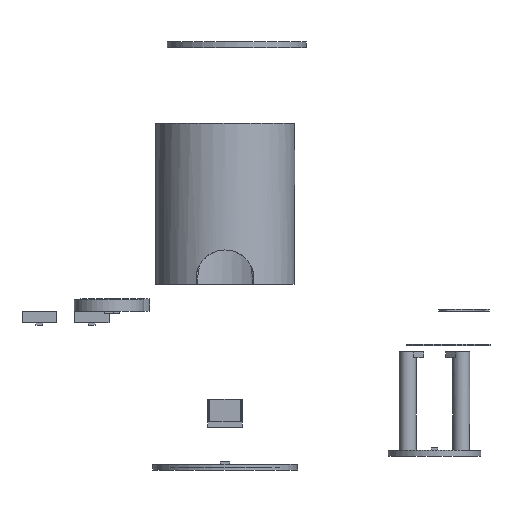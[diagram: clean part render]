
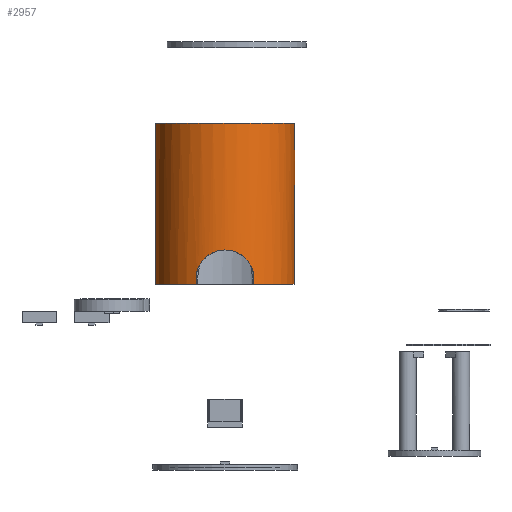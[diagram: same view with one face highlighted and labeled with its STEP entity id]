
A CAD part, front view. The second image highlights one B-rep face of the part: STEP entity #2957.
In plain terms, the highlighted cylindrical face has radius 60 mm (diameter 120 mm), a full revolution.
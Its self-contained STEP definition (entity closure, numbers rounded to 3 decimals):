
#15=B_SPLINE_CURVE_WITH_KNOTS('',3,(#4582,#4583,#4584,#4585,#4586,#4587,
#4588,#4589,#4590,#4591,#4592,#4593,#4594,#4595,#4596,#4597,#4598,#4599,
#4600,#4601,#4602,#4603,#4604,#4605,#4606,#4607,#4608,#4609,#4610,#4611,
#4612,#4613,#4614,#4615,#4616,#4617,#4618,#4619,#4620),.UNSPECIFIED.,.F.,
 .F.,(4,3,2,2,2,2,2,2,2,2,2,2,2,2,2,2,2,2,4),(-0.463,0.,0.478,
0.955,1.433,1.91,2.387,2.864,
3.341,3.818,4.295,4.772,5.249,
5.726,6.203,6.681,7.158,7.636,
8.099),.UNSPECIFIED.);
#30=CIRCLE('',#3165,60.);
#31=CIRCLE('',#3171,60.);
#32=CIRCLE('',#3172,60.);
#106=CYLINDRICAL_SURFACE('',#3170,60.);
#291=FACE_OUTER_BOUND('',#479,.T.);
#479=EDGE_LOOP('',(#2327,#2328,#2329,#2330,#2331,#2332));
#789=LINE('',#4700,#1109);
#1109=VECTOR('',#3738,60.);
#1353=VERTEX_POINT('',#4579);
#1354=VERTEX_POINT('',#4581);
#1373=VERTEX_POINT('',#4685);
#1375=VERTEX_POINT('',#4697);
#1682=EDGE_CURVE('',#1354,#1353,#15,.F.);
#1710=EDGE_CURVE('',#1373,#1373,#30,.T.);
#1715=EDGE_CURVE('',#1354,#1375,#31,.T.);
#1716=EDGE_CURVE('',#1375,#1353,#32,.T.);
#1717=EDGE_CURVE('',#1375,#1373,#789,.T.);
#2327=ORIENTED_EDGE('',*,*,#1715,.F.);
#2328=ORIENTED_EDGE('',*,*,#1682,.T.);
#2329=ORIENTED_EDGE('',*,*,#1716,.F.);
#2330=ORIENTED_EDGE('',*,*,#1717,.T.);
#2331=ORIENTED_EDGE('',*,*,#1710,.F.);
#2332=ORIENTED_EDGE('',*,*,#1717,.F.);
#2957=ADVANCED_FACE('',(#291),#106,.T.);
#3165=AXIS2_PLACEMENT_3D('',#4686,#3718,#3719);
#3170=AXIS2_PLACEMENT_3D('',#4696,#3732,#3733);
#3171=AXIS2_PLACEMENT_3D('',#4698,#3734,#3735);
#3172=AXIS2_PLACEMENT_3D('',#4699,#3736,#3737);
#3718=DIRECTION('center_axis',(0.,0.,1.));
#3719=DIRECTION('ref_axis',(1.,0.,0.));
#3732=DIRECTION('center_axis',(0.,0.,-1.));
#3733=DIRECTION('ref_axis',(1.,0.,0.));
#3734=DIRECTION('center_axis',(0.,0.,-1.));
#3735=DIRECTION('ref_axis',(1.,0.,0.));
#3736=DIRECTION('center_axis',(0.,0.,-1.));
#3737=DIRECTION('ref_axis',(1.,0.,0.));
#3738=DIRECTION('',(0.,0.,1.));
#4579=CARTESIAN_POINT('',(499.553,-704.746,23.));
#4581=CARTESIAN_POINT('',(450.447,-704.746,23.));
#4582=CARTESIAN_POINT('Ctrl Pts',(499.553,-704.746,23.));
#4583=CARTESIAN_POINT('Ctrl Pts',(499.855,-704.611,24.576));
#4584=CARTESIAN_POINT('Ctrl Pts',(500.,-704.544,26.164));
#4585=CARTESIAN_POINT('Ctrl Pts',(500.,-704.544,27.709));
#4586=CARTESIAN_POINT('Ctrl Pts',(500.,-704.544,29.301));
#4587=CARTESIAN_POINT('Ctrl Pts',(499.846,-704.615,30.939));
#4588=CARTESIAN_POINT('Ctrl Pts',(499.203,-704.903,34.186));
#4589=CARTESIAN_POINT('Ctrl Pts',(498.715,-705.119,35.793));
#4590=CARTESIAN_POINT('Ctrl Pts',(497.434,-705.652,38.866));
#4591=CARTESIAN_POINT('Ctrl Pts',(496.64,-705.97,40.334));
#4592=CARTESIAN_POINT('Ctrl Pts',(494.812,-706.643,43.044));
#4593=CARTESIAN_POINT('Ctrl Pts',(493.777,-706.998,44.287));
#4594=CARTESIAN_POINT('Ctrl Pts',(491.579,-707.675,46.485));
#4595=CARTESIAN_POINT('Ctrl Pts',(490.337,-708.023,47.519));
#4596=CARTESIAN_POINT('Ctrl Pts',(487.627,-708.673,49.348));
#4597=CARTESIAN_POINT('Ctrl Pts',(486.158,-708.974,50.143));
#4598=CARTESIAN_POINT('Ctrl Pts',(483.083,-709.473,51.425));
#4599=CARTESIAN_POINT('Ctrl Pts',(481.475,-709.672,51.912));
#4600=CARTESIAN_POINT('Ctrl Pts',(478.228,-709.935,52.555));
#4601=CARTESIAN_POINT('Ctrl Pts',(476.59,-710.,52.709));
#4602=CARTESIAN_POINT('Ctrl Pts',(473.41,-710.,52.709));
#4603=CARTESIAN_POINT('Ctrl Pts',(471.772,-709.935,52.555));
#4604=CARTESIAN_POINT('Ctrl Pts',(468.525,-709.672,51.912));
#4605=CARTESIAN_POINT('Ctrl Pts',(466.917,-709.473,51.425));
#4606=CARTESIAN_POINT('Ctrl Pts',(463.842,-708.974,50.143));
#4607=CARTESIAN_POINT('Ctrl Pts',(462.373,-708.673,49.348));
#4608=CARTESIAN_POINT('Ctrl Pts',(459.663,-708.023,47.519));
#4609=CARTESIAN_POINT('Ctrl Pts',(458.421,-707.675,46.485));
#4610=CARTESIAN_POINT('Ctrl Pts',(456.223,-706.998,44.287));
#4611=CARTESIAN_POINT('Ctrl Pts',(455.188,-706.643,43.044));
#4612=CARTESIAN_POINT('Ctrl Pts',(453.36,-705.97,40.334));
#4613=CARTESIAN_POINT('Ctrl Pts',(452.566,-705.652,38.866));
#4614=CARTESIAN_POINT('Ctrl Pts',(451.285,-705.119,35.793));
#4615=CARTESIAN_POINT('Ctrl Pts',(450.797,-704.903,34.186));
#4616=CARTESIAN_POINT('Ctrl Pts',(450.154,-704.615,30.939));
#4617=CARTESIAN_POINT('Ctrl Pts',(450.,-704.544,29.301));
#4618=CARTESIAN_POINT('Ctrl Pts',(450.,-704.544,26.164));
#4619=CARTESIAN_POINT('Ctrl Pts',(450.145,-704.611,24.576));
#4620=CARTESIAN_POINT('Ctrl Pts',(450.447,-704.746,23.));
#4685=CARTESIAN_POINT('',(415.,-650.,162.));
#4686=CARTESIAN_POINT('Origin',(475.,-650.,162.));
#4696=CARTESIAN_POINT('Origin',(475.,-650.,160.));
#4697=CARTESIAN_POINT('',(415.,-650.,23.));
#4698=CARTESIAN_POINT('Origin',(475.,-650.,23.));
#4699=CARTESIAN_POINT('Origin',(475.,-650.,23.));
#4700=CARTESIAN_POINT('',(415.,-650.,160.));
